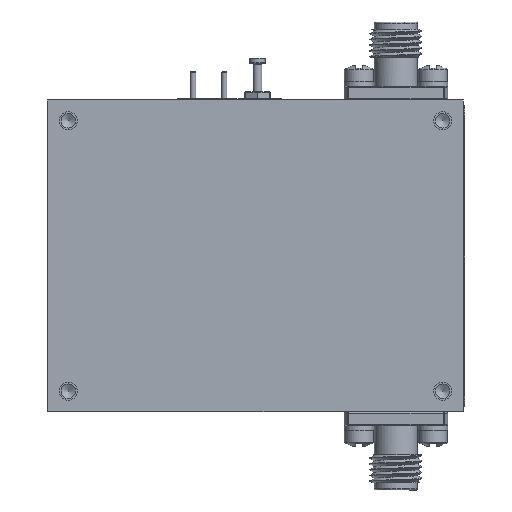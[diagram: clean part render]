
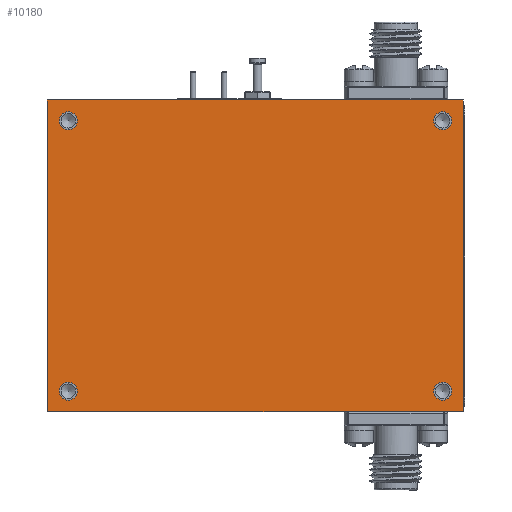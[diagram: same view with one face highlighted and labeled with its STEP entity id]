
A CAD part, front view. The second image highlights one B-rep face of the part: STEP entity #10180.
In plain terms, the highlighted planar face has unit normal (0, -1, 0).
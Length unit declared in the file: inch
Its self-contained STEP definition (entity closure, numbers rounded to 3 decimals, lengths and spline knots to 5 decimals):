
#1218 = CARTESIAN_POINT ( 'NONE',  ( 1., 0., -0.75 ) ) ;
#1418 = FACE_OUTER_BOUND ( 'NONE', #57226, .T. ) ;
#4920 = EDGE_CURVE ( 'NONE', #54214, #54214, #49221, .T. ) ;
#5219 = ORIENTED_EDGE ( 'NONE', *, *, #51256, .F. ) ;
#5803 = CARTESIAN_POINT ( 'NONE',  ( -1., 0., 0.75 ) ) ;
#5861 = DIRECTION ( 'NONE',  ( 1., 0., 0. ) ) ;
#6364 = ORIENTED_EDGE ( 'NONE', *, *, #31090, .F. ) ;
#7506 = LINE ( 'NONE', #54521, #38677 ) ;
#8071 = ORIENTED_EDGE ( 'NONE', *, *, #4920, .F. ) ;
#9393 = EDGE_CURVE ( 'NONE', #22053, #22053, #15190, .T. ) ;
#10180 = ADVANCED_FACE ( 'NONE', ( #27360, #50207, #20619, #31009, #1418 ), #20938, .T. ) ;
#12435 = ORIENTED_EDGE ( 'NONE', *, *, #39047, .F. ) ;
#13431 = DIRECTION ( 'NONE',  ( 0., -1., 0. ) ) ;
#13578 = VECTOR ( 'NONE', #58282, 39.37008 ) ;
#14534 = CARTESIAN_POINT ( 'NONE',  ( 0.9, 0., -0.693 ) ) ;
#14824 = VERTEX_POINT ( 'NONE', #5803 ) ;
#15094 = EDGE_CURVE ( 'NONE', #40969, #36475, #7506, .T. ) ;
#15190 = CIRCLE ( 'NONE', #26260, 0.043 ) ;
#15395 = VERTEX_POINT ( 'NONE', #43777 ) ;
#16616 = CARTESIAN_POINT ( 'NONE',  ( 1., 0., 0.75 ) ) ;
#17334 = AXIS2_PLACEMENT_3D ( 'NONE', #40158, #35423, #59346 ) ;
#18291 = CARTESIAN_POINT ( 'NONE',  ( -1., 0., -0.75 ) ) ;
#18466 = CARTESIAN_POINT ( 'NONE',  ( -1., 0., -0.75 ) ) ;
#18495 = ORIENTED_EDGE ( 'NONE', *, *, #15094, .F. ) ;
#20340 = LINE ( 'NONE', #57800, #60923 ) ;
#20619 = FACE_BOUND ( 'NONE', #62124, .T. ) ;
#20876 = VECTOR ( 'NONE', #41949, 39.37008 ) ;
#20938 = PLANE ( 'NONE',  #17334 ) ;
#22053 = VERTEX_POINT ( 'NONE', #41270 ) ;
#22893 = DIRECTION ( 'NONE',  ( 0., 0., -1. ) ) ;
#23744 = CIRCLE ( 'NONE', #39890, 0.043 ) ;
#24065 = AXIS2_PLACEMENT_3D ( 'NONE', #57191, #51532, #42415 ) ;
#24477 = EDGE_CURVE ( 'NONE', #51026, #51026, #23744, .T. ) ;
#24580 = CARTESIAN_POINT ( 'NONE',  ( -1., 0., 0.75 ) ) ;
#26260 = AXIS2_PLACEMENT_3D ( 'NONE', #46194, #51797, #46483 ) ;
#26721 = AXIS2_PLACEMENT_3D ( 'NONE', #53106, #13431, #28248 ) ;
#27360 = FACE_BOUND ( 'NONE', #34692, .T. ) ;
#28248 = DIRECTION ( 'NONE',  ( 0., 0., -1. ) ) ;
#30769 = VERTEX_POINT ( 'NONE', #18466 ) ;
#31009 = FACE_BOUND ( 'NONE', #53834, .T. ) ;
#31090 = EDGE_CURVE ( 'NONE', #14824, #40969, #20340, .T. ) ;
#32363 = CARTESIAN_POINT ( 'NONE',  ( -0.9, 0., -0.65 ) ) ;
#34692 = EDGE_LOOP ( 'NONE', ( #56620 ) ) ;
#35423 = DIRECTION ( 'NONE',  ( 0., -1., 0. ) ) ;
#36475 = VERTEX_POINT ( 'NONE', #1218 ) ;
#36793 = DIRECTION ( 'NONE',  ( 0., 0., -1. ) ) ;
#38677 = VECTOR ( 'NONE', #36793, 39.37008 ) ;
#39047 = EDGE_CURVE ( 'NONE', #30769, #14824, #52613, .T. ) ;
#39548 = EDGE_CURVE ( 'NONE', #15395, #15395, #57921, .T. ) ;
#39890 = AXIS2_PLACEMENT_3D ( 'NONE', #32363, #45943, #22893 ) ;
#40158 = CARTESIAN_POINT ( 'NONE',  ( 0., 0., 0. ) ) ;
#40969 = VERTEX_POINT ( 'NONE', #16616 ) ;
#41270 = CARTESIAN_POINT ( 'NONE',  ( 0.9, 0., 0.607 ) ) ;
#41949 = DIRECTION ( 'NONE',  ( -1., 0., 0. ) ) ;
#42415 = DIRECTION ( 'NONE',  ( 0., 0., -1. ) ) ;
#43777 = CARTESIAN_POINT ( 'NONE',  ( -0.9, 0., 0.607 ) ) ;
#44347 = ORIENTED_EDGE ( 'NONE', *, *, #39548, .F. ) ;
#45943 = DIRECTION ( 'NONE',  ( 0., -1., 0. ) ) ;
#46194 = CARTESIAN_POINT ( 'NONE',  ( 0.9, 0., 0.65 ) ) ;
#46483 = DIRECTION ( 'NONE',  ( 0., 0., -1. ) ) ;
#46667 = LINE ( 'NONE', #18291, #20876 ) ;
#49221 = CIRCLE ( 'NONE', #24065, 0.043 ) ;
#50207 = FACE_BOUND ( 'NONE', #60370, .T. ) ;
#51026 = VERTEX_POINT ( 'NONE', #59858 ) ;
#51256 = EDGE_CURVE ( 'NONE', #36475, #30769, #46667, .T. ) ;
#51532 = DIRECTION ( 'NONE',  ( 0., -1., 0. ) ) ;
#51797 = DIRECTION ( 'NONE',  ( 0., -1., 0. ) ) ;
#52613 = LINE ( 'NONE', #24580, #13578 ) ;
#53106 = CARTESIAN_POINT ( 'NONE',  ( -0.9, 0., 0.65 ) ) ;
#53834 = EDGE_LOOP ( 'NONE', ( #8071 ) ) ;
#54214 = VERTEX_POINT ( 'NONE', #14534 ) ;
#54521 = CARTESIAN_POINT ( 'NONE',  ( 1., 0., 0.75 ) ) ;
#56620 = ORIENTED_EDGE ( 'NONE', *, *, #24477, .F. ) ;
#57085 = ORIENTED_EDGE ( 'NONE', *, *, #9393, .F. ) ;
#57191 = CARTESIAN_POINT ( 'NONE',  ( 0.9, 0., -0.65 ) ) ;
#57226 = EDGE_LOOP ( 'NONE', ( #18495, #6364, #12435, #5219 ) ) ;
#57800 = CARTESIAN_POINT ( 'NONE',  ( -1., 0., 0.75 ) ) ;
#57921 = CIRCLE ( 'NONE', #26721, 0.043 ) ;
#58282 = DIRECTION ( 'NONE',  ( 0., 0., 1. ) ) ;
#59346 = DIRECTION ( 'NONE',  ( 0., 0., -1. ) ) ;
#59858 = CARTESIAN_POINT ( 'NONE',  ( -0.9, 0., -0.693 ) ) ;
#60370 = EDGE_LOOP ( 'NONE', ( #44347 ) ) ;
#60923 = VECTOR ( 'NONE', #5861, 39.37008 ) ;
#62124 = EDGE_LOOP ( 'NONE', ( #57085 ) ) ;
